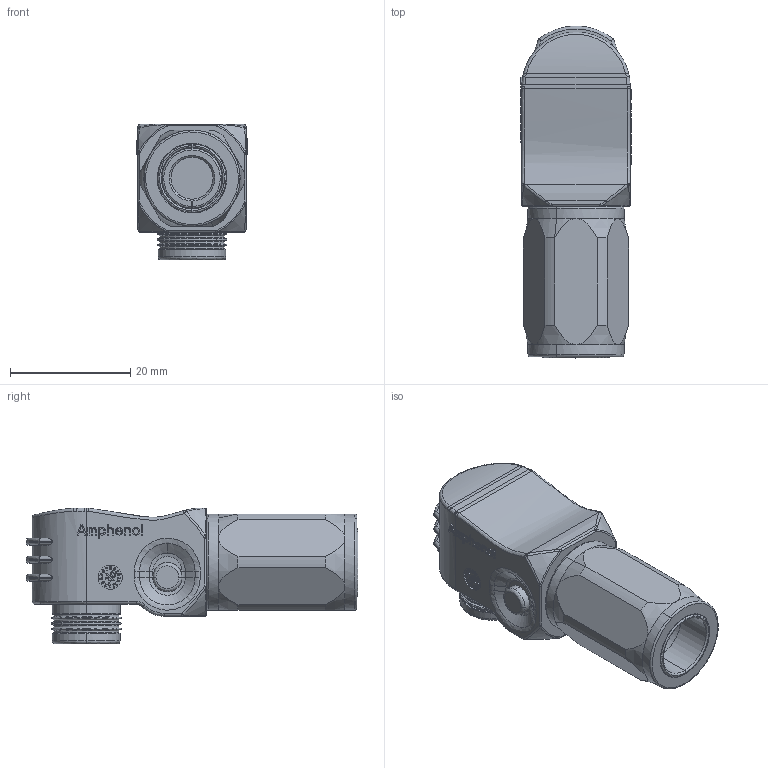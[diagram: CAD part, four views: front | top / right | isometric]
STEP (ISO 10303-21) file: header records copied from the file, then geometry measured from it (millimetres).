
FILE_DESCRIPTION (( 'STEP AP214' ), '1' );
FILE_NAME ('C10-761626-X00_CUS_D.STEP', '2020-09-15T13:44:44', ( 'admin' ), ( 'Microsoft' ), 'SwSTEP 2.0', 'SolidWorks 2019', '' );
FILE_SCHEMA (( 'AUTOMOTIVE_DESIGN' ));
Length unit declared in the file: millimetre
Products named in the file (1): C10-761626-X00_CUS_D
Bounding box: 18.4 x 55.2 x 22.6 mm (x, y, z)
Volume: 10538.8 mm3; surface area: 10578.1 mm2
Topology: 2 solids, 4 shells, 1274 faces, 3497 edges, 2274 vertices
Faces by surface type: plane 682, bspline 309, cylinder 187, cone 56, torus 40
Entity records: 72605 total; most frequent: CARTESIAN_POINT 28663, ORIENTED_EDGE 6986, DIRECTION 5022, EDGE_CURVE 3493, VERTEX_POINT 2274, LINE 2078, VECTOR 2078, AXIS2_PLACEMENT_3D 1472
